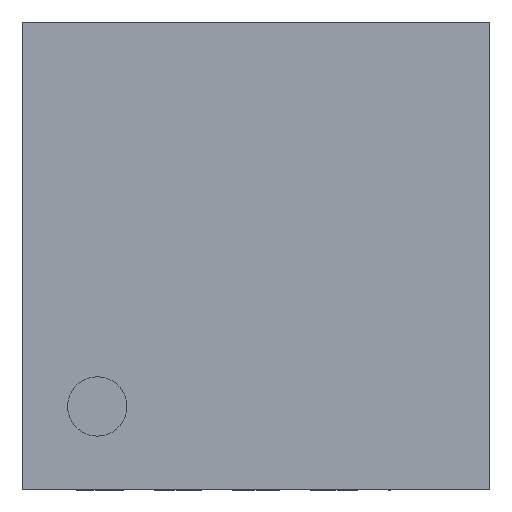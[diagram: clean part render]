
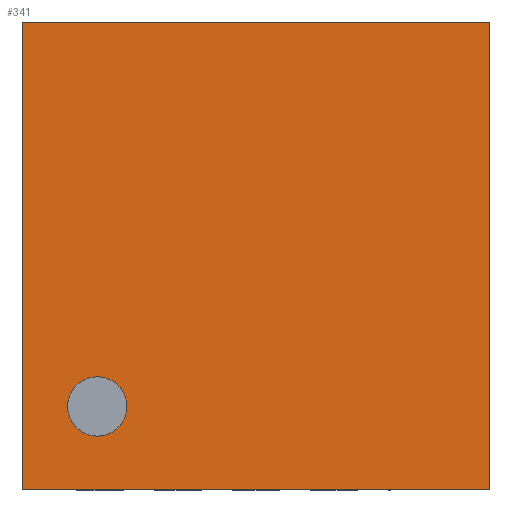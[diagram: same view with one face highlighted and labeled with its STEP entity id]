
A CAD part, top view. The second image highlights one B-rep face of the part: STEP entity #341.
In plain terms, the highlighted planar face has unit normal (0, 0, 1).
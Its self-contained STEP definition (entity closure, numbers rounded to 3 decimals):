
#54 = FACE_OUTER_BOUND ( 'NONE', #2094, .T. ) ;
#138 = CIRCLE ( 'NONE', #1942, 0.19 ) ;
#141 = CIRCLE ( 'NONE', #1630, 0.19 ) ;
#143 = VERTEX_POINT ( 'NONE', #2415 ) ;
#148 = VERTEX_POINT ( 'NONE', #2411 ) ;
#187 = VERTEX_POINT ( 'NONE', #2437 ) ;
#188 = VERTEX_POINT ( 'NONE', #2441 ) ;
#249 = EDGE_CURVE ( 'NONE', #2551, #2266, #138, .T. ) ;
#341 = ADVANCED_FACE ( 'NONE', ( #472, #54 ), #1311, .T. ) ;
#371 = EDGE_CURVE ( 'NONE', #143, #188, #1412, .T. ) ;
#376 = EDGE_CURVE ( 'NONE', #188, #187, #1427, .T. ) ;
#380 = EDGE_CURVE ( 'NONE', #2266, #2551, #141, .T. ) ;
#381 = EDGE_CURVE ( 'NONE', #148, #143, #1442, .T. ) ;
#382 = EDGE_CURVE ( 'NONE', #187, #148, #1445, .T. ) ;
#472 = FACE_BOUND ( 'NONE', #2102, .T. ) ;
#700 = CARTESIAN_POINT ( 'NONE',  ( -6.995, 11.616, 1. ) ) ;
#735 = CARTESIAN_POINT ( 'NONE',  ( -7.376, 11.616, 1. ) ) ;
#1311 = PLANE ( 'NONE',  #1622 ) ;
#1312 = CARTESIAN_POINT ( 'NONE',  ( -6.168, 12.582, 1. ) ) ;
#1313 = DIRECTION ( 'NONE',  ( 0., 0., 1. ) ) ;
#1314 = DIRECTION ( 'NONE',  ( 1., 0., 0. ) ) ;
#1412 = LINE ( 'NONE', #1413, #1660 ) ;
#1413 = CARTESIAN_POINT ( 'NONE',  ( -4.668, 12.582, 1. ) ) ;
#1414 = DIRECTION ( 'NONE',  ( 0., 1., 0. ) ) ;
#1420 = CARTESIAN_POINT ( 'NONE',  ( -7.186, 11.616, 1. ) ) ;
#1427 = LINE ( 'NONE', #1428, #1664 ) ;
#1428 = CARTESIAN_POINT ( 'NONE',  ( -6.168, 14.082, 1. ) ) ;
#1429 = DIRECTION ( 'NONE',  ( -1., 0., 0. ) ) ;
#1439 = DIRECTION ( 'NONE',  ( 0., 0., -1. ) ) ;
#1440 = DIRECTION ( 'NONE',  ( 1., 0., 0. ) ) ;
#1442 = LINE ( 'NONE', #1443, #1669 ) ;
#1443 = CARTESIAN_POINT ( 'NONE',  ( -6.168, 11.082, 1. ) ) ;
#1444 = DIRECTION ( 'NONE',  ( 1., 0., 0. ) ) ;
#1445 = LINE ( 'NONE', #1446, #1670 ) ;
#1446 = CARTESIAN_POINT ( 'NONE',  ( -7.668, 12.582, 1. ) ) ;
#1447 = DIRECTION ( 'NONE',  ( 0., -1., 0. ) ) ;
#1622 = AXIS2_PLACEMENT_3D ( 'NONE', #1312, #1313, #1314 ) ;
#1630 = AXIS2_PLACEMENT_3D ( 'NONE', #1420, #1439, #1440 ) ;
#1660 = VECTOR ( 'NONE', #1414, 1000. ) ;
#1664 = VECTOR ( 'NONE', #1429, 1000. ) ;
#1669 = VECTOR ( 'NONE', #1444, 1000. ) ;
#1670 = VECTOR ( 'NONE', #1447, 1000. ) ;
#1942 = AXIS2_PLACEMENT_3D ( 'NONE', #2450, #2341, #2340 ) ;
#2094 = EDGE_LOOP ( 'NONE', ( #2375, #2380, #2379, #2376 ) ) ;
#2102 = EDGE_LOOP ( 'NONE', ( #2378, #2377 ) ) ;
#2266 = VERTEX_POINT ( 'NONE', #700 ) ;
#2340 = DIRECTION ( 'NONE',  ( 1., 0., 0. ) ) ;
#2341 = DIRECTION ( 'NONE',  ( 0., 0., -1. ) ) ;
#2375 = ORIENTED_EDGE ( 'NONE', *, *, #382, .T. ) ;
#2376 = ORIENTED_EDGE ( 'NONE', *, *, #376, .T. ) ;
#2377 = ORIENTED_EDGE ( 'NONE', *, *, #249, .T. ) ;
#2378 = ORIENTED_EDGE ( 'NONE', *, *, #380, .T. ) ;
#2379 = ORIENTED_EDGE ( 'NONE', *, *, #371, .T. ) ;
#2380 = ORIENTED_EDGE ( 'NONE', *, *, #381, .T. ) ;
#2411 = CARTESIAN_POINT ( 'NONE',  ( -7.668, 11.082, 1. ) ) ;
#2415 = CARTESIAN_POINT ( 'NONE',  ( -4.668, 11.082, 1. ) ) ;
#2437 = CARTESIAN_POINT ( 'NONE',  ( -7.668, 14.082, 1. ) ) ;
#2441 = CARTESIAN_POINT ( 'NONE',  ( -4.668, 14.082, 1. ) ) ;
#2450 = CARTESIAN_POINT ( 'NONE',  ( -7.186, 11.616, 1. ) ) ;
#2551 = VERTEX_POINT ( 'NONE', #735 ) ;
